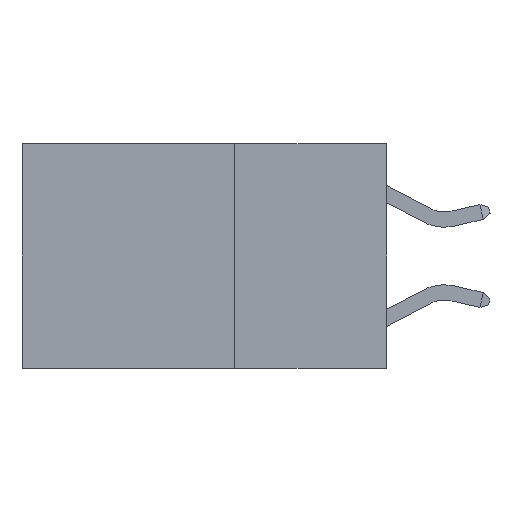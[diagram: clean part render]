
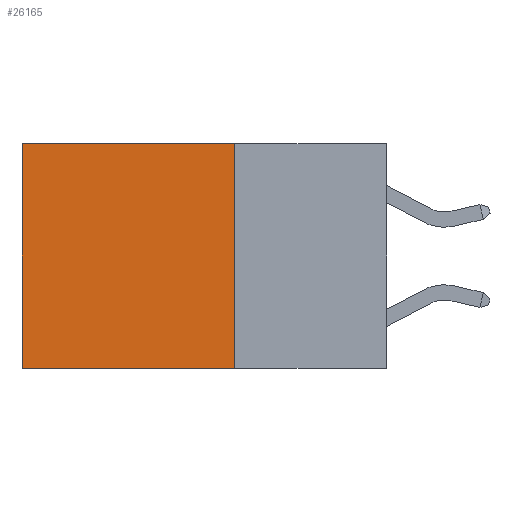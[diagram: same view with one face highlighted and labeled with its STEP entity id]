
A CAD part, left-side view. The second image highlights one B-rep face of the part: STEP entity #26165.
In plain terms, the highlighted planar face has unit normal (-1, 0, 0).
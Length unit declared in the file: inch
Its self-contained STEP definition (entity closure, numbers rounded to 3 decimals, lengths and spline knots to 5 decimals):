
#245 = DIRECTION ( 'NONE',  ( 0., 0., -1. ) ) ;
#2121 = VERTEX_POINT ( 'NONE', #21489 ) ;
#2403 = EDGE_CURVE ( 'NONE', #22405, #4024, #13405, .T. ) ;
#2515 = CARTESIAN_POINT ( 'NONE',  ( 0.2625, 0.6, 0. ) ) ;
#3293 = LINE ( 'NONE', #14555, #12754 ) ;
#4024 = VERTEX_POINT ( 'NONE', #2515 ) ;
#4044 = PLANE ( 'NONE',  #23623 ) ;
#4156 = DIRECTION ( 'NONE',  ( 0., 1., 0. ) ) ;
#4832 = EDGE_CURVE ( 'NONE', #15913, #2121, #3293, .T. ) ;
#5378 = EDGE_CURVE ( 'NONE', #4024, #2121, #5880, .T. ) ;
#5880 = LINE ( 'NONE', #13159, #20366 ) ;
#6357 = EDGE_LOOP ( 'NONE', ( #25129, #23616, #25780, #12956 ) ) ;
#7778 = CARTESIAN_POINT ( 'NONE',  ( 0.2625, 0.25, 0. ) ) ;
#8421 = CARTESIAN_POINT ( 'NONE',  ( 0.2625, 0.25, 0. ) ) ;
#10492 = DIRECTION ( 'NONE',  ( 1., 0., 0. ) ) ;
#10767 = DIRECTION ( 'NONE',  ( 0., 0., -1. ) ) ;
#11746 = DIRECTION ( 'NONE',  ( 0., 1., 0. ) ) ;
#12754 = VECTOR ( 'NONE', #4156, 39.37008 ) ;
#12956 = ORIENTED_EDGE ( 'NONE', *, *, #2403, .T. ) ;
#13159 = CARTESIAN_POINT ( 'NONE',  ( 0.2625, 0.6, 0. ) ) ;
#13405 = LINE ( 'NONE', #7778, #23968 ) ;
#13569 = FACE_OUTER_BOUND ( 'NONE', #6357, .T. ) ;
#14555 = CARTESIAN_POINT ( 'NONE',  ( 0.2625, 0.25, -0.37 ) ) ;
#15913 = VERTEX_POINT ( 'NONE', #21799 ) ;
#16458 = VECTOR ( 'NONE', #245, 39.37008 ) ;
#19010 = EDGE_CURVE ( 'NONE', #22405, #15913, #25984, .T. ) ;
#20366 = VECTOR ( 'NONE', #10767, 39.37008 ) ;
#21023 = CARTESIAN_POINT ( 'NONE',  ( 0.2625, 0.25, 0. ) ) ;
#21489 = CARTESIAN_POINT ( 'NONE',  ( 0.2625, 0.6, -0.37 ) ) ;
#21799 = CARTESIAN_POINT ( 'NONE',  ( 0.2625, 0.25, -0.37 ) ) ;
#21919 = CARTESIAN_POINT ( 'NONE',  ( 0.2625, 0.25, 0. ) ) ;
#22405 = VERTEX_POINT ( 'NONE', #21919 ) ;
#23616 = ORIENTED_EDGE ( 'NONE', *, *, #4832, .F. ) ;
#23623 = AXIS2_PLACEMENT_3D ( 'NONE', #21023, #10492, #25210 ) ;
#23968 = VECTOR ( 'NONE', #11746, 39.37008 ) ;
#25129 = ORIENTED_EDGE ( 'NONE', *, *, #5378, .T. ) ;
#25210 = DIRECTION ( 'NONE',  ( 0., 0., -1. ) ) ;
#25780 = ORIENTED_EDGE ( 'NONE', *, *, #19010, .F. ) ;
#25984 = LINE ( 'NONE', #8421, #16458 ) ;
#26165 = ADVANCED_FACE ( 'NONE', ( #13569 ), #4044, .F. ) ;
